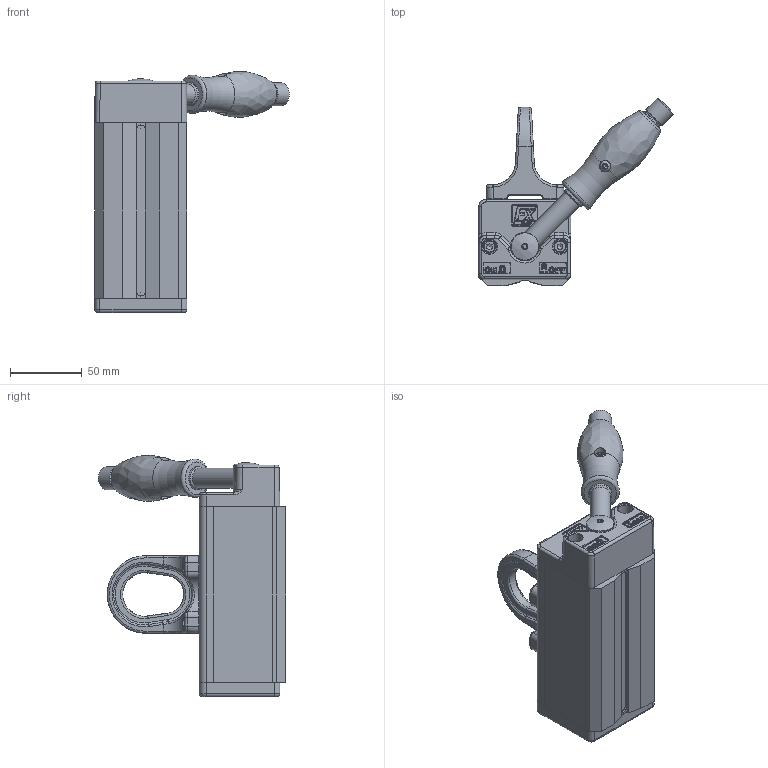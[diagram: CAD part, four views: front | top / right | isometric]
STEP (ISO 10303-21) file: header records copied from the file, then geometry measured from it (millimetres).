
FILE_DESCRIPTION(/* description */ (''),/* implementation_level */ '2;1');
FILE_NAME(/* name */ 'E0161869.stp',/* time_stamp */ '2024-06-11T11:05:07+02:00',/* author */ ('ep'),/* organization */ (''),/* preprocessor_version */ 'ST-DEVELOPER v18.1',/* originating_system */ 'Autodesk Inventor 2021',/* authorisation */ '');
FILE_SCHEMA (('AUTOMOTIVE_DESIGN { 1 0 10303 214 3 1 1 }'));
Products named in the file (1): E0161869
Bounding box: 135.17 x 130.17 x 167.73 mm (x, y, z)
Volume: 599658.6 mm3; surface area: 222370.8 mm2
Topology: 51 solids, 53 shells, 2809 faces, 6759 edges, 4122 vertices
Faces by surface type: cylinder 807, plane 799, cone 512, bspline 464, sphere 124, torus 103
Full cylindrical faces by diameter (mm): 3.3 x13, 4 x15, 4.2 x22, 5 x178, 5.5 x6, 6 x5, 6.1 x1, 6.8 x1, 7 x2, 7.64 x12, 7.7 x1, 7.8 x1, 8 x3, 8.5 x8, 9 x1, 9.5 x4, 9.9 x1, 10 x5, 10.2 x1, 12 x1, 13 x2, 13.8 x1, 14 x2, 15.8 x2, 16 x2, 19 x1, 19.95 x2, 20 x5, 24 x2, 27.333 x2
Entity records: 113646 total; most frequent: CARTESIAN_POINT 49367, DIRECTION 13595, ORIENTED_EDGE 13384, EDGE_CURVE 6692, AXIS2_PLACEMENT_3D 5340, VERTEX_POINT 4122, EDGE_LOOP 3024, LINE 2915
